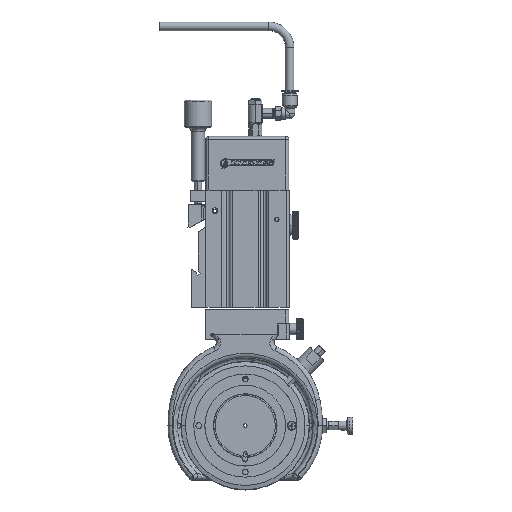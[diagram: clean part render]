
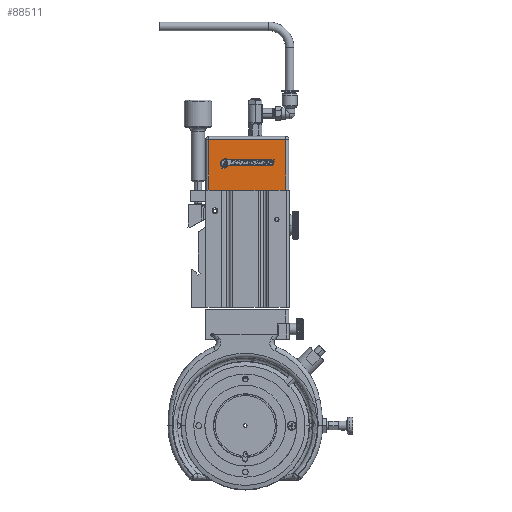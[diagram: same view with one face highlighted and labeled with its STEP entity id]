
A CAD part, top view. The second image highlights one B-rep face of the part: STEP entity #88511.
In plain terms, the highlighted planar face has unit normal (0, 0, 1).
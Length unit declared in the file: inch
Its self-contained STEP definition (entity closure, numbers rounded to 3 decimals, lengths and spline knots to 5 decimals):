
#1541 = AXIS2_PLACEMENT_3D ( 'NONE', #84970, #33706, #40914 ) ;
#3897 = CARTESIAN_POINT ( 'NONE',  ( -0.99211, 6.45089, 0.45276 ) ) ;
#4876 = PLANE ( 'NONE',  #1541 ) ;
#5955 = LINE ( 'NONE', #51048, #62289 ) ;
#6174 = VECTOR ( 'NONE', #44611, 39.37008 ) ;
#6618 = DIRECTION ( 'NONE',  ( -1., 0., 0. ) ) ;
#9061 = EDGE_CURVE ( 'NONE', #46179, #9338, #33982, .T. ) ;
#9338 = VERTEX_POINT ( 'NONE', #13063 ) ;
#11565 = CARTESIAN_POINT ( 'NONE',  ( -0.99211, 6.45089, 0.45276 ) ) ;
#13063 = CARTESIAN_POINT ( 'NONE',  ( 1.13388, 6.45089, 0.45276 ) ) ;
#13229 = EDGE_LOOP ( 'NONE', ( #17615, #72270, #20475, #14376 ) ) ;
#14376 = ORIENTED_EDGE ( 'NONE', *, *, #19483, .T. ) ;
#17615 = ORIENTED_EDGE ( 'NONE', *, *, #85894, .T. ) ;
#19483 = EDGE_CURVE ( 'NONE', #9338, #49686, #5955, .T. ) ;
#20475 = ORIENTED_EDGE ( 'NONE', *, *, #9061, .T. ) ;
#33706 = DIRECTION ( 'NONE',  ( 0., 0., -1. ) ) ;
#33982 = LINE ( 'NONE', #70363, #50371 ) ;
#35122 = FACE_OUTER_BOUND ( 'NONE', #13229, .T. ) ;
#40914 = DIRECTION ( 'NONE',  ( -1., 0., 0. ) ) ;
#41591 = EDGE_CURVE ( 'NONE', #57064, #46179, #48008, .T. ) ;
#44611 = DIRECTION ( 'NONE',  ( 0., -1., 0. ) ) ;
#46179 = VERTEX_POINT ( 'NONE', #3897 ) ;
#48008 = LINE ( 'NONE', #11565, #6174 ) ;
#49686 = VERTEX_POINT ( 'NONE', #89547 ) ;
#50371 = VECTOR ( 'NONE', #77547, 39.37008 ) ;
#51048 = CARTESIAN_POINT ( 'NONE',  ( 1.13388, 6.45089, 0.45276 ) ) ;
#51529 = DIRECTION ( 'NONE',  ( 0., 1., 0. ) ) ;
#56074 = CARTESIAN_POINT ( 'NONE',  ( -1.07085, 7.85246, 0.45276 ) ) ;
#57064 = VERTEX_POINT ( 'NONE', #72442 ) ;
#62289 = VECTOR ( 'NONE', #51529, 39.37008 ) ;
#68630 = VECTOR ( 'NONE', #6618, 39.37008 ) ;
#70363 = CARTESIAN_POINT ( 'NONE',  ( 1.21262, 6.45089, 0.45276 ) ) ;
#72270 = ORIENTED_EDGE ( 'NONE', *, *, #41591, .T. ) ;
#72442 = CARTESIAN_POINT ( 'NONE',  ( -0.99211, 7.85246, 0.45276 ) ) ;
#77547 = DIRECTION ( 'NONE',  ( 1., 0., 0. ) ) ;
#84970 = CARTESIAN_POINT ( 'NONE',  ( -1.07085, 6.45089, 0.45276 ) ) ;
#85793 = LINE ( 'NONE', #56074, #68630 ) ;
#85894 = EDGE_CURVE ( 'NONE', #49686, #57064, #85793, .T. ) ;
#88511 = ADVANCED_FACE ( 'NONE', ( #35122 ), #4876, .F. ) ;
#89547 = CARTESIAN_POINT ( 'NONE',  ( 1.13388, 7.85246, 0.45276 ) ) ;
